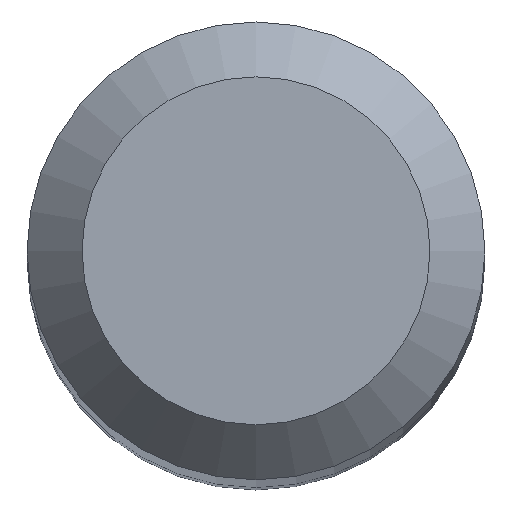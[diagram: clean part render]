
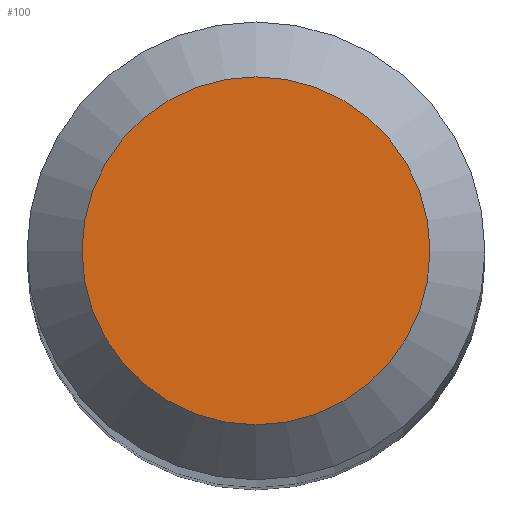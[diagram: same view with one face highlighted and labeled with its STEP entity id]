
A CAD part, top view. The second image highlights one B-rep face of the part: STEP entity #100.
In plain terms, the highlighted planar face has unit normal (0, 0, 1).
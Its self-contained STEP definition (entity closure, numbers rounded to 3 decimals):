
#25 = CIRCLE ( 'NONE', #41, 0.95 ) ;
#28 = DIRECTION ( 'NONE',  ( 0., 0., -1. ) ) ;
#41 = AXIS2_PLACEMENT_3D ( 'NONE', #45, #161, #92 ) ;
#45 = CARTESIAN_POINT ( 'NONE',  ( 0., 0., 32. ) ) ;
#47 = CARTESIAN_POINT ( 'NONE',  ( 0., 0., 32. ) ) ;
#66 = AXIS2_PLACEMENT_3D ( 'NONE', #47, #28, #93 ) ;
#70 = VERTEX_POINT ( 'NONE', #169 ) ;
#92 = DIRECTION ( 'NONE',  ( 0., 1., 0. ) ) ;
#93 = DIRECTION ( 'NONE',  ( 0., 1., 0. ) ) ;
#100 = ADVANCED_FACE ( 'NONE', ( #176 ), #158, .F. ) ;
#115 = ORIENTED_EDGE ( 'NONE', *, *, #183, .F. ) ;
#158 = PLANE ( 'NONE',  #66 ) ;
#159 = EDGE_LOOP ( 'NONE', ( #115 ) ) ;
#161 = DIRECTION ( 'NONE',  ( 0., 0., -1. ) ) ;
#169 = CARTESIAN_POINT ( 'NONE',  ( 0., 0.95, 32. ) ) ;
#176 = FACE_OUTER_BOUND ( 'NONE', #159, .T. ) ;
#183 = EDGE_CURVE ( 'NONE', #70, #70, #25, .T. ) ;
